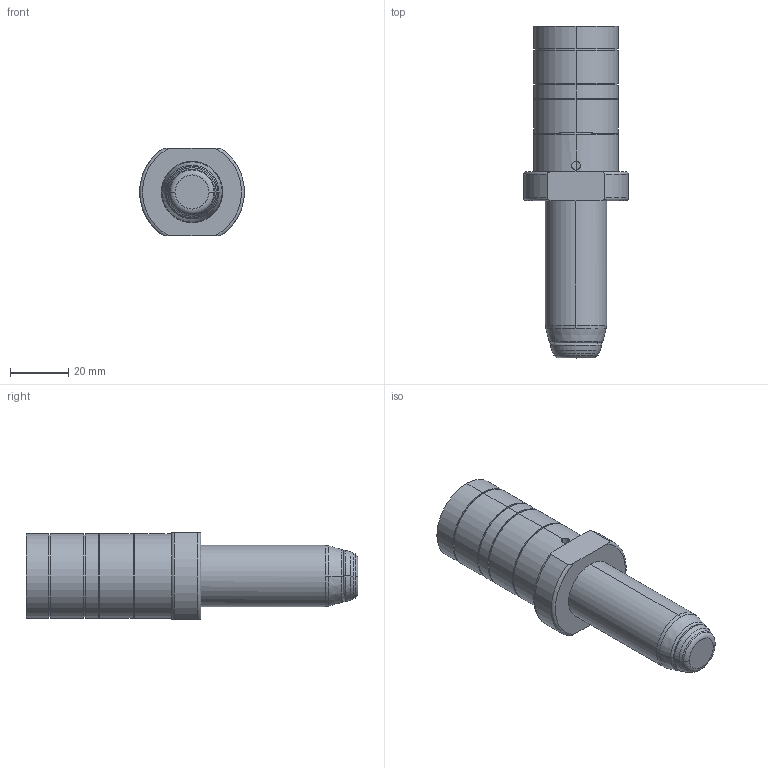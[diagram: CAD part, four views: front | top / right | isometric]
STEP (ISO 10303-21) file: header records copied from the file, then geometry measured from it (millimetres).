
FILE_DESCRIPTION((''),'2;1');
FILE_NAME('HC1000-MC_ASM_SW0001','2023-11-29T',('lian.chen'),(''),'PRO/ENGINEER BY PARAMETRIC TECHNOLOGY CORPORATION, 2012480','PRO/ENGINEER BY PARAMETRIC TECHNOLOGY CORPORATION, 2012480','');
FILE_SCHEMA(('CONFIG_CONTROL_DESIGN'));
Length unit declared in the file: millimetre
Products named in the file (1): HC1000-MC_ASM_SW0001
Bounding box: 36 x 114 x 30 mm (x, y, z)
Volume: 38207.2 mm3; surface area: 14893.5 mm2
Topology: 1 solids, 2 shells, 71 faces, 156 edges, 98 vertices
Faces by surface type: cylinder 28, plane 17, torus 12, cone 12, bspline 2
Entity records: 2222 total; most frequent: CARTESIAN_POINT 553, DIRECTION 378, ORIENTED_EDGE 312, AXIS2_PLACEMENT_3D 165, EDGE_CURVE 156, VERTEX_POINT 98, CIRCLE 96, EDGE_LOOP 84
